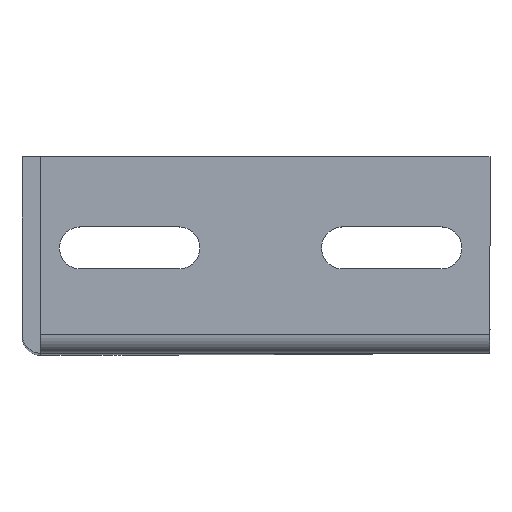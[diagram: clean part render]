
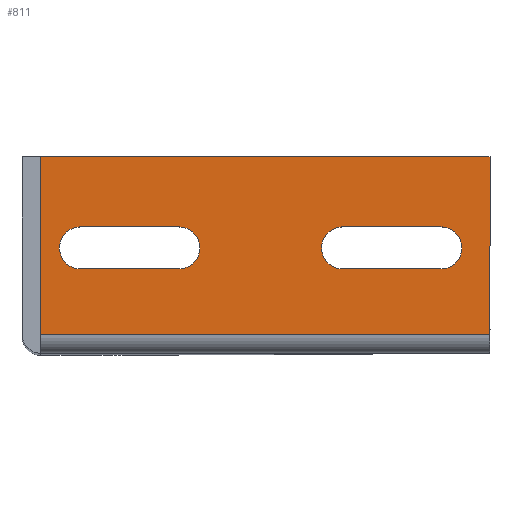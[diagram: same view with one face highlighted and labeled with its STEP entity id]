
A CAD part, top view. The second image highlights one B-rep face of the part: STEP entity #811.
In plain terms, the highlighted planar face has unit normal (0, 0, -1).
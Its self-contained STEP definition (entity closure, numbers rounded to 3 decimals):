
#6 = PLANE ( 'NONE',  #427 ) ;
#22 = FACE_BOUND ( 'NONE', #358, .T. ) ;
#24 = VECTOR ( 'NONE', #248, 1000. ) ;
#47 = AXIS2_PLACEMENT_3D ( 'NONE', #1087, #1290, #497 ) ;
#58 = LINE ( 'NONE', #693, #197 ) ;
#90 = DIRECTION ( 'NONE',  ( -1., 0., 0. ) ) ;
#101 = LINE ( 'NONE', #952, #432 ) ;
#109 = CARTESIAN_POINT ( 'NONE',  ( 12.5, -3., 4. ) ) ;
#122 = VERTEX_POINT ( 'NONE', #783 ) ;
#123 = VERTEX_POINT ( 'NONE', #874 ) ;
#136 = ORIENTED_EDGE ( 'NONE', *, *, #398, .F. ) ;
#145 = CARTESIAN_POINT ( 'NONE',  ( 52., 6., 4. ) ) ;
#151 = CIRCLE ( 'NONE', #649, 4.5 ) ;
#156 = ORIENTED_EDGE ( 'NONE', *, *, #715, .F. ) ;
#196 = CARTESIAN_POINT ( 'NONE',  ( 68.5, 1.5, 4. ) ) ;
#197 = VECTOR ( 'NONE', #1222, 1000. ) ;
#198 = EDGE_CURVE ( 'NONE', #123, #801, #58, .T. ) ;
#248 = DIRECTION ( 'NONE',  ( 1., 0., 0. ) ) ;
#258 = LINE ( 'NONE', #1180, #1107 ) ;
#266 = ORIENTED_EDGE ( 'NONE', *, *, #1053, .F. ) ;
#302 = DIRECTION ( 'NONE',  ( -1., 0., 0. ) ) ;
#309 = CIRCLE ( 'NONE', #780, 4.5 ) ;
#324 = LINE ( 'NONE', #1293, #742 ) ;
#336 = DIRECTION ( 'NONE',  ( 0., 0., -1. ) ) ;
#340 = LINE ( 'NONE', #1072, #1105 ) ;
#347 = ORIENTED_EDGE ( 'NONE', *, *, #588, .F. ) ;
#358 = EDGE_LOOP ( 'NONE', ( #980, #136, #849, #1033, #347 ) ) ;
#367 = DIRECTION ( 'NONE',  ( 0., 0., -1. ) ) ;
#379 = CARTESIAN_POINT ( 'NONE',  ( 89.5, 1.5, 4. ) ) ;
#391 = VERTEX_POINT ( 'NONE', #1135 ) ;
#398 = EDGE_CURVE ( 'NONE', #1146, #122, #743, .T. ) ;
#405 = VERTEX_POINT ( 'NONE', #1040 ) ;
#409 = CARTESIAN_POINT ( 'NONE',  ( 52., 0., 4. ) ) ;
#427 = AXIS2_PLACEMENT_3D ( 'NONE', #409, #988, #992 ) ;
#432 = VECTOR ( 'NONE', #1262, 1000. ) ;
#490 = FACE_OUTER_BOUND ( 'NONE', #1064, .T. ) ;
#497 = DIRECTION ( 'NONE',  ( -1., 0., 0. ) ) ;
#499 = VERTEX_POINT ( 'NONE', #1272 ) ;
#507 = EDGE_CURVE ( 'NONE', #846, #860, #101, .T. ) ;
#508 = DIRECTION ( 'NONE',  ( 0., 1., 0. ) ) ;
#510 = CARTESIAN_POINT ( 'NONE',  ( 4., -17., 4. ) ) ;
#517 = ORIENTED_EDGE ( 'NONE', *, *, #690, .F. ) ;
#557 = EDGE_CURVE ( 'NONE', #862, #1146, #151, .T. ) ;
#566 = DIRECTION ( 'NONE',  ( -1., 0., 0. ) ) ;
#571 = EDGE_CURVE ( 'NONE', #122, #499, #1253, .T. ) ;
#585 = ORIENTED_EDGE ( 'NONE', *, *, #507, .F. ) ;
#588 = EDGE_CURVE ( 'NONE', #499, #1032, #1185, .T. ) ;
#594 = VECTOR ( 'NONE', #1083, 1000. ) ;
#630 = CARTESIAN_POINT ( 'NONE',  ( 100., 21., 4. ) ) ;
#646 = LINE ( 'NONE', #861, #594 ) ;
#649 = AXIS2_PLACEMENT_3D ( 'NONE', #657, #367, #1071 ) ;
#654 = EDGE_CURVE ( 'NONE', #391, #405, #646, .T. ) ;
#657 = CARTESIAN_POINT ( 'NONE',  ( 68.5, 1.5, 4. ) ) ;
#661 = ORIENTED_EDGE ( 'NONE', *, *, #1119, .F. ) ;
#675 = EDGE_CURVE ( 'NONE', #1032, #862, #309, .T. ) ;
#679 = AXIS2_PLACEMENT_3D ( 'NONE', #949, #957, #90 ) ;
#684 = DIRECTION ( 'NONE',  ( -1., 0., 0. ) ) ;
#685 = CIRCLE ( 'NONE', #679, 4.5 ) ;
#690 = EDGE_CURVE ( 'NONE', #982, #1020, #258, .T. ) ;
#693 = CARTESIAN_POINT ( 'NONE',  ( 76., -17., 4. ) ) ;
#700 = CARTESIAN_POINT ( 'NONE',  ( 64., 1.5, 4. ) ) ;
#715 = EDGE_CURVE ( 'NONE', #405, #846, #1265, .T. ) ;
#716 = CARTESIAN_POINT ( 'NONE',  ( 12.5, 1.5, 4. ) ) ;
#726 = ORIENTED_EDGE ( 'NONE', *, *, #654, .F. ) ;
#742 = VECTOR ( 'NONE', #508, 1000. ) ;
#743 = LINE ( 'NONE', #145, #24 ) ;
#750 = CARTESIAN_POINT ( 'NONE',  ( 4., 21., 4. ) ) ;
#752 = DIRECTION ( 'NONE',  ( -1., 0., 0. ) ) ;
#754 = CARTESIAN_POINT ( 'NONE',  ( 68.5, -3., 4. ) ) ;
#766 = CARTESIAN_POINT ( 'NONE',  ( 68.5, 6., 4. ) ) ;
#780 = AXIS2_PLACEMENT_3D ( 'NONE', #196, #1073, #302 ) ;
#783 = CARTESIAN_POINT ( 'NONE',  ( 89.5, 6., 4. ) ) ;
#801 = VERTEX_POINT ( 'NONE', #510 ) ;
#811 = ADVANCED_FACE ( 'NONE', ( #22, #1250, #490 ), #6, .F. ) ;
#846 = VERTEX_POINT ( 'NONE', #1198 ) ;
#849 = ORIENTED_EDGE ( 'NONE', *, *, #557, .F. ) ;
#860 = VERTEX_POINT ( 'NONE', #109 ) ;
#861 = CARTESIAN_POINT ( 'NONE',  ( 52., 6., 4. ) ) ;
#862 = VERTEX_POINT ( 'NONE', #700 ) ;
#870 = CIRCLE ( 'NONE', #910, 4.5 ) ;
#874 = CARTESIAN_POINT ( 'NONE',  ( 100., -17., 4. ) ) ;
#890 = VERTEX_POINT ( 'NONE', #1205 ) ;
#902 = DIRECTION ( 'NONE',  ( -1., 0., 0. ) ) ;
#910 = AXIS2_PLACEMENT_3D ( 'NONE', #716, #336, #902 ) ;
#949 = CARTESIAN_POINT ( 'NONE',  ( 12.5, 1.5, 4. ) ) ;
#952 = CARTESIAN_POINT ( 'NONE',  ( 52., -3., 4. ) ) ;
#957 = DIRECTION ( 'NONE',  ( 0., 0., -1. ) ) ;
#960 = CARTESIAN_POINT ( 'NONE',  ( 52., -3., 4. ) ) ;
#966 = ORIENTED_EDGE ( 'NONE', *, *, #198, .T. ) ;
#980 = ORIENTED_EDGE ( 'NONE', *, *, #571, .F. ) ;
#982 = VERTEX_POINT ( 'NONE', #630 ) ;
#987 = AXIS2_PLACEMENT_3D ( 'NONE', #379, #1056, #566 ) ;
#988 = DIRECTION ( 'NONE',  ( 0., 0., 1. ) ) ;
#992 = DIRECTION ( 'NONE',  ( 1., 0., 0. ) ) ;
#1020 = VERTEX_POINT ( 'NONE', #750 ) ;
#1032 = VERTEX_POINT ( 'NONE', #754 ) ;
#1033 = ORIENTED_EDGE ( 'NONE', *, *, #675, .F. ) ;
#1040 = CARTESIAN_POINT ( 'NONE',  ( 33.5, 6., 4. ) ) ;
#1053 = EDGE_CURVE ( 'NONE', #1020, #801, #340, .T. ) ;
#1056 = DIRECTION ( 'NONE',  ( 0., 0., -1. ) ) ;
#1064 = EDGE_LOOP ( 'NONE', ( #517, #1227, #966, #266 ) ) ;
#1071 = DIRECTION ( 'NONE',  ( -1., 0., 0. ) ) ;
#1072 = CARTESIAN_POINT ( 'NONE',  ( 4., 0., 4. ) ) ;
#1073 = DIRECTION ( 'NONE',  ( 0., 0., -1. ) ) ;
#1078 = VECTOR ( 'NONE', #752, 1000. ) ;
#1083 = DIRECTION ( 'NONE',  ( 1., 0., 0. ) ) ;
#1087 = CARTESIAN_POINT ( 'NONE',  ( 33.5, 1.5, 4. ) ) ;
#1105 = VECTOR ( 'NONE', #1159, 1000. ) ;
#1107 = VECTOR ( 'NONE', #684, 1000. ) ;
#1119 = EDGE_CURVE ( 'NONE', #860, #890, #685, .T. ) ;
#1135 = CARTESIAN_POINT ( 'NONE',  ( 12.5, 6., 4. ) ) ;
#1144 = ORIENTED_EDGE ( 'NONE', *, *, #1294, .F. ) ;
#1146 = VERTEX_POINT ( 'NONE', #766 ) ;
#1159 = DIRECTION ( 'NONE',  ( 0., -1., 0. ) ) ;
#1180 = CARTESIAN_POINT ( 'NONE',  ( 100., 21., 4. ) ) ;
#1184 = EDGE_CURVE ( 'NONE', #123, #982, #324, .T. ) ;
#1185 = LINE ( 'NONE', #960, #1078 ) ;
#1198 = CARTESIAN_POINT ( 'NONE',  ( 33.5, -3., 4. ) ) ;
#1205 = CARTESIAN_POINT ( 'NONE',  ( 8., 1.5, 4. ) ) ;
#1222 = DIRECTION ( 'NONE',  ( -1., 0., 0. ) ) ;
#1227 = ORIENTED_EDGE ( 'NONE', *, *, #1184, .F. ) ;
#1228 = EDGE_LOOP ( 'NONE', ( #726, #1144, #661, #585, #156 ) ) ;
#1250 = FACE_BOUND ( 'NONE', #1228, .T. ) ;
#1253 = CIRCLE ( 'NONE', #987, 4.5 ) ;
#1262 = DIRECTION ( 'NONE',  ( -1., 0., 0. ) ) ;
#1265 = CIRCLE ( 'NONE', #47, 4.5 ) ;
#1272 = CARTESIAN_POINT ( 'NONE',  ( 89.5, -3., 4. ) ) ;
#1290 = DIRECTION ( 'NONE',  ( 0., 0., -1. ) ) ;
#1293 = CARTESIAN_POINT ( 'NONE',  ( 100., -17., 4. ) ) ;
#1294 = EDGE_CURVE ( 'NONE', #890, #391, #870, .T. ) ;
